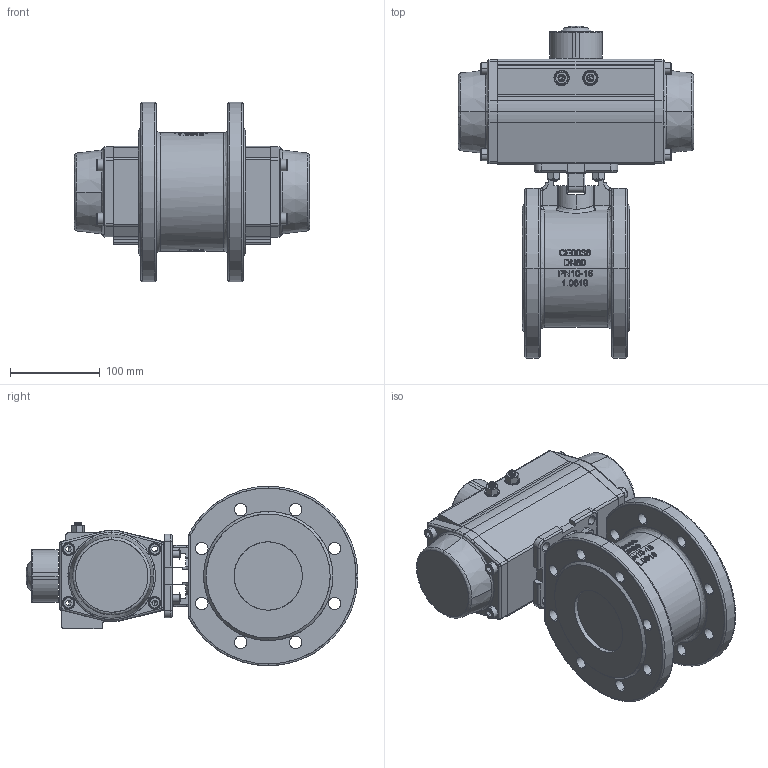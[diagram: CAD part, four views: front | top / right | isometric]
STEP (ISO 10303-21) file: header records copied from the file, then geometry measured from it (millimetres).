
FILE_DESCRIPTION (( 'STEP AP214' ), '1' );
FILE_NAME ('PK06_DN80 (PK06000010).STEP', '2022-05-02T08:14:55', ( '' ), ( '' ), 'SwSTEP 2.0', 'SolidWorks 2021', '' );
FILE_SCHEMA (( 'AUTOMOTIVE_DESIGN' ));
Length unit declared in the file: metre
Products named in the file (1): PK06_DN80 (PK06000010)
Bounding box: 262 x 369.69 x 200 mm (x, y, z)
Surface area: 333781 mm2 (no closed solid volume)
Topology: 0 solids, 613 shells, 771 faces, 4053 edges, 3827 vertices
Faces by surface type: cylinder 288, plane 221, bspline 169, cone 75, torus 14, sphere 4
Entity records: 93476 total; most frequent: CARTESIAN_POINT 57183, DIRECTION 4586, ORIENTED_EDGE 4327, EDGE_CURVE 4033, VERTEX_POINT 3827, B_SPLINE_CURVE_WITH_KNOTS 1635, AXIS2_PLACEMENT_3D 1585, LINE 1416
